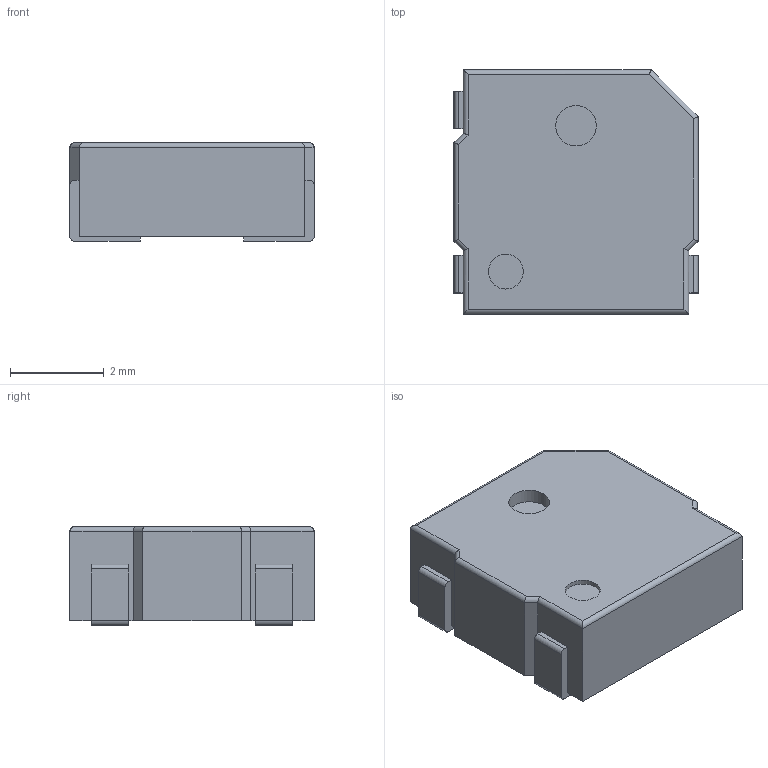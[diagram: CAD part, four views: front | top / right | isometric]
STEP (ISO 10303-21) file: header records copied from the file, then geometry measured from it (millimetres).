
FILE_DESCRIPTION(/* description */ (''),/* implementation_level */ '2;1');
FILE_NAME(/* name */ 'BEEP_5020 v2.step',/* time_stamp */ '2023-01-28T06:17:08+03:00',/* author */ (''),/* organization */ (''),/* preprocessor_version */ 'ST-DEVELOPER v19.2',/* originating_system */ 'Autodesk Translation Framework v11.17.0.187',/* authorisation */ '');
FILE_SCHEMA (('AUTOMOTIVE_DESIGN { 1 0 10303 214 3 1 1 }'));
Length unit declared in the file: millimetre
Products named in the file (1): BEEP_5020
Bounding box: 5.2 x 5.2 x 2.1 mm (x, y, z)
Volume: 51.6 mm3; surface area: 96.8 mm2
Topology: 1 solids, 1 shells, 56 faces, 139 edges, 89 vertices
Faces by surface type: plane 35, cylinder 21
Full cylindrical faces by diameter (mm): 0.743 x1, 0.8 x2, 0.864 x1
Entity records: 1718 total; most frequent: CARTESIAN_POINT 285, DIRECTION 284, ORIENTED_EDGE 278, EDGE_CURVE 139, LINE 108, VECTOR 108, VERTEX_POINT 89, AXIS2_PLACEMENT_3D 88
